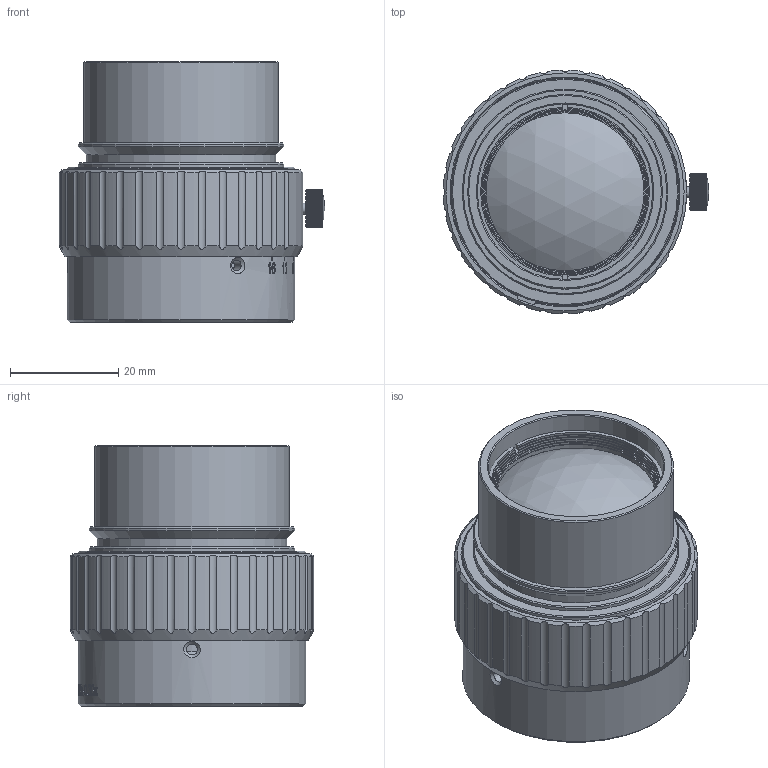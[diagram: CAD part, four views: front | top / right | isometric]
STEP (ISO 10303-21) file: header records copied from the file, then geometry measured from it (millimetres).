
FILE_DESCRIPTION(/* description */ (''),/* implementation_level */ '2;1');
FILE_NAME(/* name */ '_LS9056-3d.stp',/* time_stamp */ '2019-12-03T16:10:12+08:00',/* author */ (''),/* organization */ (''),/* preprocessor_version */ 'ST-DEVELOPER v11',/* originating_system */ 'SIEMENS PLM Software NX 7.5',/* authorisation */ '');
FILE_SCHEMA (('AUTOMOTIVE_DESIGN { 1 0 10303 214 1 1 1 1 }'));
Length unit declared in the file: millimetre
Products named in the file (1): AdmiCFE8v107
Bounding box: 49.02 x 44.98 x 48.15 mm (x, y, z)
Volume: 40520.1 mm3; surface area: 29903.6 mm2
Topology: 9 solids, 9 shells, 933 faces, 2530 edges, 1678 vertices
Faces by surface type: plane 389, cylinder 287, extrusion 184, cone 61, bspline 7, sphere 5
Full cylindrical faces by diameter (mm): 1.1 x1, 1.5 x1, 2 x4, 2.05 x1, 2.5 x1, 17 x2, 21 x2, 25 x1, 27 x1, 29.2 x3, 29.6 x2, 30 x3, 30.4 x2, 31 x4, 32.4 x2, 33 x2, 33.2 x2, 34.5 x1, 35 x1, 36 x5, 37.2 x1, 38 x2, 39.8 x1, 40 x1, 42 x2, 42.1 x1
Entity records: 38089 total; most frequent: CARTESIAN_POINT 14646, ORIENTED_EDGE 4778, DIRECTION 4072, EDGE_CURVE 2389, VERTEX_POINT 1640, AXIS2_PLACEMENT_3D 1532, EDGE_LOOP 1120, VECTOR 1008
